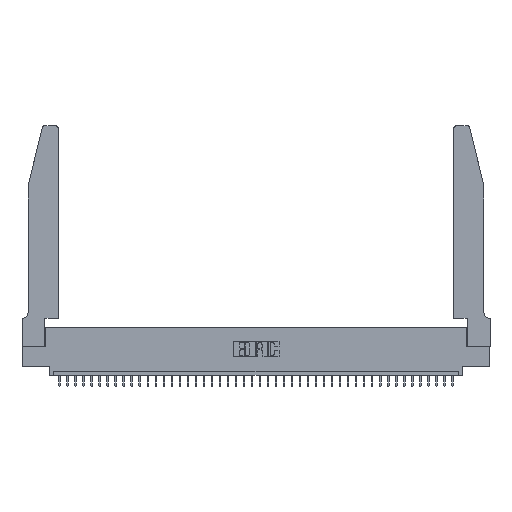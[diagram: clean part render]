
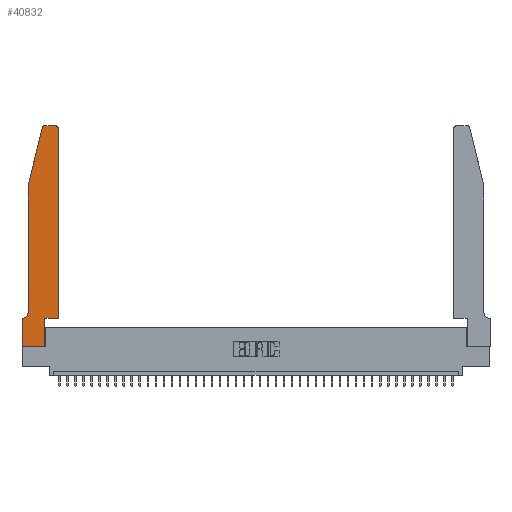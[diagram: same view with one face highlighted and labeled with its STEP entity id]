
A CAD part, top view. The second image highlights one B-rep face of the part: STEP entity #40832.
In plain terms, the highlighted planar face has unit normal (0, 0, 1).
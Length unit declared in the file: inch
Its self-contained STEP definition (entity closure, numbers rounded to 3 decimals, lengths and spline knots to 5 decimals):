
#363 = LINE ( 'NONE', #13188, #31648 ) ;
#578 = EDGE_CURVE ( 'NONE', #7600, #29755, #6913, .T. ) ;
#1368 = DIRECTION ( 'NONE',  ( -1., 0., 0. ) ) ;
#1385 = CIRCLE ( 'NONE', #33590, 0.03 ) ;
#1462 = AXIS2_PLACEMENT_3D ( 'NONE', #38981, #33297, #1368 ) ;
#2186 = VERTEX_POINT ( 'NONE', #34350 ) ;
#2190 = CARTESIAN_POINT ( 'NONE',  ( 0.0755, 0.42, 0.37 ) ) ;
#2219 = CARTESIAN_POINT ( 'NONE',  ( 0.0755, 2., 0.37 ) ) ;
#2454 = DIRECTION ( 'NONE',  ( 0., 0., 1. ) ) ;
#3691 = DIRECTION ( 'NONE',  ( 1., 0., 0. ) ) ;
#4109 = CARTESIAN_POINT ( 'NONE',  ( 0.4505, 0.35, 0.37 ) ) ;
#4332 = LINE ( 'NONE', #17142, #18777 ) ;
#4923 = VECTOR ( 'NONE', #40668, 39.37008 ) ;
#6050 = ORIENTED_EDGE ( 'NONE', *, *, #18145, .T. ) ;
#6913 = CIRCLE ( 'NONE', #15591, 0.03 ) ;
#7265 = LINE ( 'NONE', #32653, #27897 ) ;
#7354 = ORIENTED_EDGE ( 'NONE', *, *, #33212, .T. ) ;
#7473 = DIRECTION ( 'NONE',  ( 1., 0., 0. ) ) ;
#7561 = EDGE_LOOP ( 'NONE', ( #33859, #12226, #7354, #24750, #10200, #39635, #16401, #6050, #25477, #30453, #7882, #21804 ) ) ;
#7600 = VERTEX_POINT ( 'NONE', #33448 ) ;
#7653 = EDGE_CURVE ( 'NONE', #29755, #27889, #12594, .T. ) ;
#7882 = ORIENTED_EDGE ( 'NONE', *, *, #9300, .T. ) ;
#8252 = EDGE_CURVE ( 'NONE', #15781, #10268, #16313, .T. ) ;
#8408 = VERTEX_POINT ( 'NONE', #36867 ) ;
#9300 = EDGE_CURVE ( 'NONE', #10268, #7600, #14312, .T. ) ;
#9481 = AXIS2_PLACEMENT_3D ( 'NONE', #9764, #22151, #28232 ) ;
#9552 = PLANE ( 'NONE',  #9481 ) ;
#9764 = CARTESIAN_POINT ( 'NONE',  ( 0., 0.35, 0.37 ) ) ;
#9780 = CARTESIAN_POINT ( 'NONE',  ( 0.2865, 0., 0.37 ) ) ;
#9794 = EDGE_CURVE ( 'NONE', #8408, #28580, #4332, .T. ) ;
#10200 = ORIENTED_EDGE ( 'NONE', *, *, #12424, .T. ) ;
#10268 = VERTEX_POINT ( 'NONE', #36825 ) ;
#11005 = DIRECTION ( 'NONE',  ( 0., 1., 0. ) ) ;
#11234 = VERTEX_POINT ( 'NONE', #2190 ) ;
#11703 = EDGE_CURVE ( 'NONE', #19161, #15781, #25193, .T. ) ;
#12226 = ORIENTED_EDGE ( 'NONE', *, *, #40470, .T. ) ;
#12424 = EDGE_CURVE ( 'NONE', #11234, #8408, #34336, .T. ) ;
#12594 = LINE ( 'NONE', #21650, #12716 ) ;
#12716 = VECTOR ( 'NONE', #25596, 39.37008 ) ;
#13188 = CARTESIAN_POINT ( 'NONE',  ( 0., 0., 0.37 ) ) ;
#13666 = CARTESIAN_POINT ( 'NONE',  ( 0., 0., 0.37 ) ) ;
#14312 = LINE ( 'NONE', #27114, #36154 ) ;
#14851 = VECTOR ( 'NONE', #11005, 39.37008 ) ;
#15591 = AXIS2_PLACEMENT_3D ( 'NONE', #18228, #2454, #40497 ) ;
#15781 = VERTEX_POINT ( 'NONE', #17880 ) ;
#16313 = LINE ( 'NONE', #4109, #26143 ) ;
#16401 = ORIENTED_EDGE ( 'NONE', *, *, #23099, .T. ) ;
#16463 = CARTESIAN_POINT ( 'NONE',  ( 0.0755, 2., 0.37 ) ) ;
#17142 = CARTESIAN_POINT ( 'NONE',  ( 0.0755, 0.35, 0.37 ) ) ;
#17287 = CARTESIAN_POINT ( 'NONE',  ( 0.2865, 0.35, 0.37 ) ) ;
#17880 = CARTESIAN_POINT ( 'NONE',  ( 0.2865, 0.35, 0.37 ) ) ;
#18145 = EDGE_CURVE ( 'NONE', #22314, #19161, #7265, .T. ) ;
#18228 = CARTESIAN_POINT ( 'NONE',  ( 0.4205, 2.72, 0.37 ) ) ;
#18777 = VECTOR ( 'NONE', #33937, 39.37008 ) ;
#19161 = VERTEX_POINT ( 'NONE', #9780 ) ;
#21650 = CARTESIAN_POINT ( 'NONE',  ( 0.2605, 2.75, 0.37 ) ) ;
#21804 = ORIENTED_EDGE ( 'NONE', *, *, #578, .T. ) ;
#22151 = DIRECTION ( 'NONE',  ( 0., 0., 1. ) ) ;
#22314 = VERTEX_POINT ( 'NONE', #13666 ) ;
#22630 = DIRECTION ( 'NONE',  ( 1., 0., 0. ) ) ;
#22827 = DIRECTION ( 'NONE',  ( 0., 0., 1. ) ) ;
#23099 = EDGE_CURVE ( 'NONE', #28580, #22314, #363, .T. ) ;
#24281 = CARTESIAN_POINT ( 'NONE',  ( 0.0755, 2., 0.37 ) ) ;
#24582 = EDGE_CURVE ( 'NONE', #27532, #11234, #34363, .T. ) ;
#24750 = ORIENTED_EDGE ( 'NONE', *, *, #24582, .T. ) ;
#25193 = LINE ( 'NONE', #17287, #14851 ) ;
#25477 = ORIENTED_EDGE ( 'NONE', *, *, #11703, .T. ) ;
#25596 = DIRECTION ( 'NONE',  ( -1., 0., 0. ) ) ;
#26143 = VECTOR ( 'NONE', #22630, 39.37008 ) ;
#26273 = DIRECTION ( 'NONE',  ( 0., 1., 0. ) ) ;
#26391 = DIRECTION ( 'NONE',  ( 0., -1., 0. ) ) ;
#27114 = CARTESIAN_POINT ( 'NONE',  ( 0.4505, 0.35, 0.37 ) ) ;
#27532 = VERTEX_POINT ( 'NONE', #16463 ) ;
#27889 = VERTEX_POINT ( 'NONE', #36088 ) ;
#27897 = VECTOR ( 'NONE', #7473, 39.37008 ) ;
#28232 = DIRECTION ( 'NONE',  ( 1., 0., 0. ) ) ;
#28580 = VERTEX_POINT ( 'NONE', #41465 ) ;
#29755 = VERTEX_POINT ( 'NONE', #37089 ) ;
#30453 = ORIENTED_EDGE ( 'NONE', *, *, #8252, .T. ) ;
#31190 = LINE ( 'NONE', #24281, #39499 ) ;
#31648 = VECTOR ( 'NONE', #26391, 39.37008 ) ;
#32653 = CARTESIAN_POINT ( 'NONE',  ( 0., 0., 0.37 ) ) ;
#33212 = EDGE_CURVE ( 'NONE', #2186, #27532, #31190, .T. ) ;
#33297 = DIRECTION ( 'NONE',  ( 0., 0., -1. ) ) ;
#33448 = CARTESIAN_POINT ( 'NONE',  ( 0.4505, 2.72, 0.37 ) ) ;
#33590 = AXIS2_PLACEMENT_3D ( 'NONE', #39592, #22827, #3691 ) ;
#33859 = ORIENTED_EDGE ( 'NONE', *, *, #7653, .T. ) ;
#33937 = DIRECTION ( 'NONE',  ( -1., 0., 0. ) ) ;
#34133 = DIRECTION ( 'NONE',  ( -0.239, -0.971, 0. ) ) ;
#34336 = CIRCLE ( 'NONE', #1462, 0.07 ) ;
#34350 = CARTESIAN_POINT ( 'NONE',  ( 0.25487, 2.72718, 0.37 ) ) ;
#34363 = LINE ( 'NONE', #2219, #4923 ) ;
#36088 = CARTESIAN_POINT ( 'NONE',  ( 0.284, 2.75, 0.37 ) ) ;
#36154 = VECTOR ( 'NONE', #26273, 39.37008 ) ;
#36825 = CARTESIAN_POINT ( 'NONE',  ( 0.4505, 0.35, 0.37 ) ) ;
#36867 = CARTESIAN_POINT ( 'NONE',  ( 0.0055, 0.35, 0.37 ) ) ;
#37089 = CARTESIAN_POINT ( 'NONE',  ( 0.4205, 2.75, 0.37 ) ) ;
#37885 = FACE_OUTER_BOUND ( 'NONE', #7561, .T. ) ;
#38981 = CARTESIAN_POINT ( 'NONE',  ( 0.0055, 0.42, 0.37 ) ) ;
#39499 = VECTOR ( 'NONE', #34133, 39.37008 ) ;
#39592 = CARTESIAN_POINT ( 'NONE',  ( 0.284, 2.72, 0.37 ) ) ;
#39635 = ORIENTED_EDGE ( 'NONE', *, *, #9794, .T. ) ;
#40470 = EDGE_CURVE ( 'NONE', #27889, #2186, #1385, .T. ) ;
#40497 = DIRECTION ( 'NONE',  ( 1., 0., 0. ) ) ;
#40668 = DIRECTION ( 'NONE',  ( 0., -1., 0. ) ) ;
#40832 = ADVANCED_FACE ( 'NONE', ( #37885 ), #9552, .T. ) ;
#41465 = CARTESIAN_POINT ( 'NONE',  ( 0., 0.35, 0.37 ) ) ;
